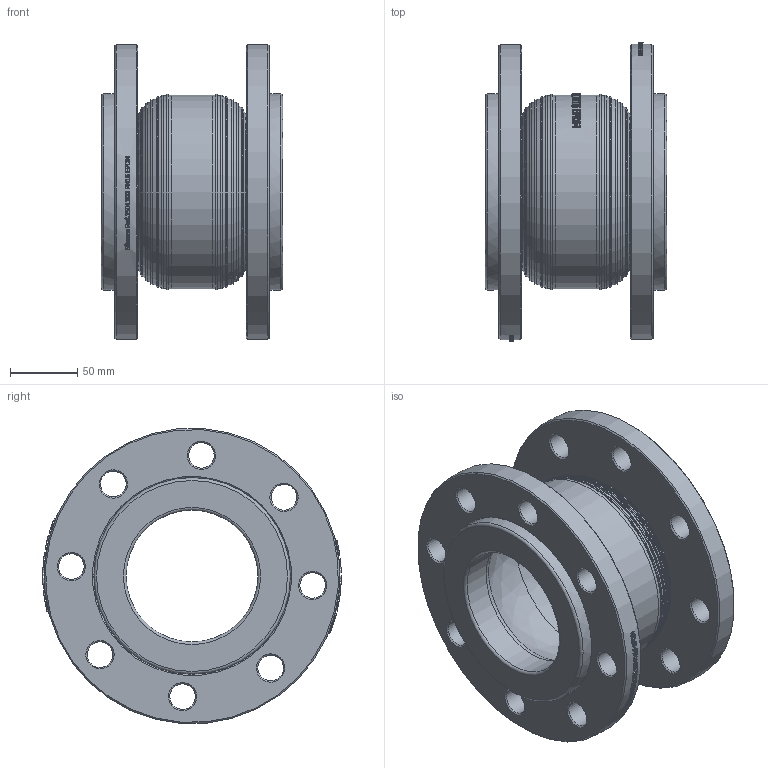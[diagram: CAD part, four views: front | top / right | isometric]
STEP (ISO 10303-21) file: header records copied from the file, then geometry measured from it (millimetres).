
FILE_DESCRIPTION(/* description */ ('1501100'),/* implementation_level */ '2;1');
FILE_NAME(/* name */ '1501100.stp',/* time_stamp */ '2014-09-25T15:53:16+02:00',/* author */ ('JM'),/* organization */ ('Sferaco'),/* preprocessor_version */ 'ST-DEVELOPER v15.6',/* originating_system */ 'Autodesk Inventor 2015',/* authorisation */ '');
FILE_SCHEMA (('AUTOMOTIVE_DESIGN { 1 0 10303 214 3 1 1 }'));
Products named in the file (1): 1501100_bd
Bounding box: 135 x 222 x 219.34 mm (x, y, z)
Volume: 1446768.8 mm3; surface area: 259070.7 mm2
Topology: 1 solids, 3 shells, 1389 faces, 3684 edges, 2438 vertices
Faces by surface type: bspline 605, plane 545, cylinder 139, torus 60, cone 40
Full cylindrical faces by diameter (mm): 19 x16, 98 x2, 144 x1, 146 x4, 220 x2
Entity records: 58841 total; most frequent: CARTESIAN_POINT 27011, ORIENTED_EDGE 7056, DIRECTION 4596, EDGE_CURVE 3528, VERTEX_POINT 2410, EDGE_LOOP 1692, LINE 1614, VECTOR 1614
